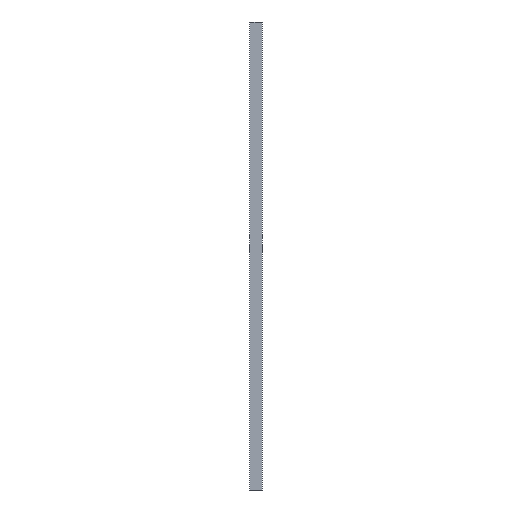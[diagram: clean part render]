
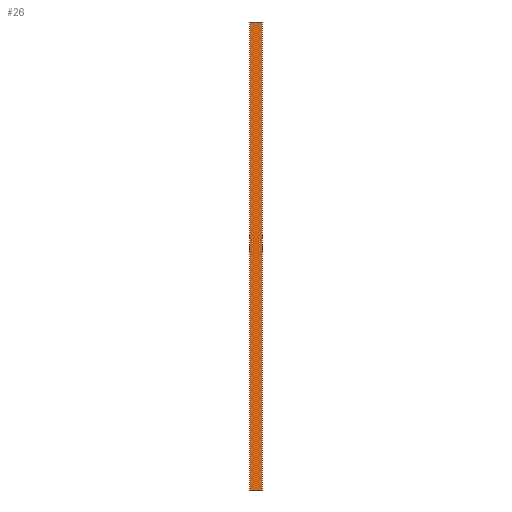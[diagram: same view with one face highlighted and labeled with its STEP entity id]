
A CAD part, left-side view. The second image highlights one B-rep face of the part: STEP entity #26.
In plain terms, the highlighted planar face has unit normal (-1, 0, 0).
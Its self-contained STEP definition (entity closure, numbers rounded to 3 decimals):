
#26=ADVANCED_FACE('',(#42),#270,.T.);
#42=FACE_OUTER_BOUND('',#58,.T.);
#58=EDGE_LOOP('',(#120,#121,#122,#123));
#120=ORIENTED_EDGE('',*,*,#184,.F.);
#121=ORIENTED_EDGE('',*,*,#183,.F.);
#122=ORIENTED_EDGE('',*,*,#182,.T.);
#123=ORIENTED_EDGE('',*,*,#148,.T.);
#148=EDGE_CURVE('',#233,#232,#198,.T.);
#182=EDGE_CURVE('',#255,#233,#224,.T.);
#183=EDGE_CURVE('',#255,#256,#225,.T.);
#184=EDGE_CURVE('',#256,#232,#226,.T.);
#198=B_SPLINE_CURVE_WITH_KNOTS('',1,(#462,#463,#464),.UNSPECIFIED.,.F.,
 .F.,(2,1,2),(7.516,50.984,51.594),.UNSPECIFIED.);
#224=B_SPLINE_CURVE_WITH_KNOTS('',1,(#542,#543),.UNSPECIFIED.,.F.,.F.,(2,
2),(-2000.,0.),.UNSPECIFIED.);
#225=B_SPLINE_CURVE_WITH_KNOTS('',1,(#544,#545,#546),.UNSPECIFIED.,.F.,
 .F.,(2,1,2),(7.516,50.984,51.594),.UNSPECIFIED.);
#226=B_SPLINE_CURVE_WITH_KNOTS('',1,(#547,#548),.UNSPECIFIED.,.F.,.F.,(2,
2),(-2000.,0.),.UNSPECIFIED.);
#232=VERTEX_POINT('',#430);
#233=VERTEX_POINT('',#431);
#255=VERTEX_POINT('',#453);
#256=VERTEX_POINT('',#454);
#270=PLANE('',#370);
#370=AXIS2_PLACEMENT_3D('',#424,#385,$);
#385=DIRECTION('',(-1.,0.,0.));
#424=CARTESIAN_POINT('',(0.,0.,0.));
#430=CARTESIAN_POINT('',(0.,0.,0.));
#431=CARTESIAN_POINT('',(0.,54.25,0.));
#453=CARTESIAN_POINT('',(0.,54.25,2000.));
#454=CARTESIAN_POINT('',(0.,0.,2000.));
#462=CARTESIAN_POINT('',(0.,54.25,0.));
#463=CARTESIAN_POINT('',(0.,0.75,0.));
#464=CARTESIAN_POINT('',(0.,0.,0.));
#542=CARTESIAN_POINT('',(0.,54.25,2000.));
#543=CARTESIAN_POINT('',(0.,54.25,0.));
#544=CARTESIAN_POINT('',(0.,54.25,2000.));
#545=CARTESIAN_POINT('',(0.,0.75,2000.));
#546=CARTESIAN_POINT('',(0.,0.,2000.));
#547=CARTESIAN_POINT('',(0.,0.,2000.));
#548=CARTESIAN_POINT('',(0.,0.,0.));
